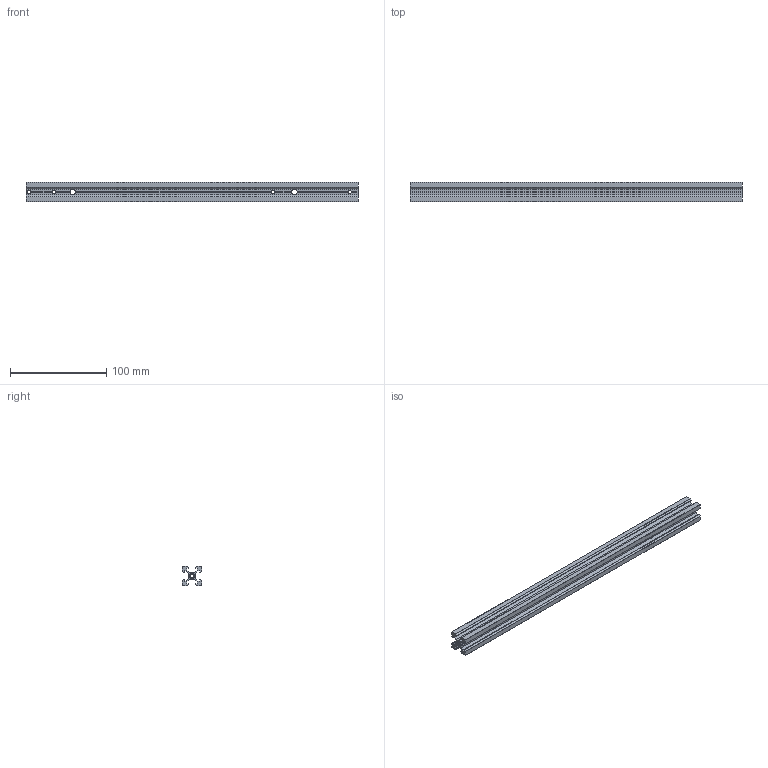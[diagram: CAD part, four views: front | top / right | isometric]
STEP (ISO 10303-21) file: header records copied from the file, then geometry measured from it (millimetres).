
FILE_DESCRIPTION (( 'STEP AP214' ), '1' );
FILE_NAME ('2020 profile.step', '2018-06-21T12:57:29', ( 'User' ), ( 'china' ), 'SwSTEP 2.0', 'SolidWorks 2016', '' );
FILE_SCHEMA (( 'AUTOMOTIVE_DESIGN' ));
Length unit declared in the file: millimetre
Products named in the file (1): 2020 profile
Bounding box: 345 x 20 x 20 mm (x, y, z)
Volume: 59526.1 mm3; surface area: 53603.2 mm2
Topology: 1 solids, 1 shells, 164 faces, 520 edges, 346 vertices
Faces by surface type: plane 98, cylinder 64, cone 2
Entity records: 6508 total; most frequent: CARTESIAN_POINT 1987, ORIENTED_EDGE 1040, DIRECTION 860, EDGE_CURVE 520, VERTEX_POINT 346, LINE 294, VECTOR 294, AXIS2_PLACEMENT_3D 283
